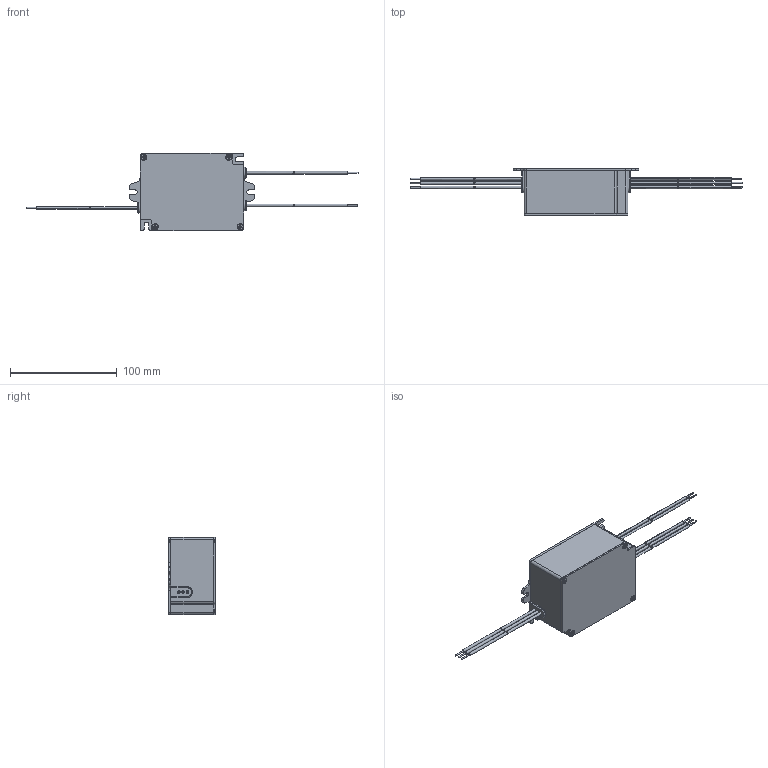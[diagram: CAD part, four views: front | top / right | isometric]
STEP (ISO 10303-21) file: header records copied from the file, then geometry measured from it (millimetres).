
FILE_DESCRIPTION (( 'STEP AP203' ), '1' );
FILE_NAME ('MU025H105AQ_MB AUX.STEP', '2023-07-11T02:12:24', ( 'm' ), ( 'N' ), 'SwSTEP 2.0', 'SolidWorks 2012', '' );
FILE_SCHEMA (( 'CONFIG_CONTROL_DESIGN' ));
Length unit declared in the file: millimetre
Products named in the file (11): MU025H105AQ_MB AUX; A7768型材外壳上盖（中心安装）; A7768倰第俋褲; cross recessed countersunk head screws gb1_GB_CROSS_SCREWS_TYPE4 M3X6-4.35  H type-N; cross recessed pan head screws gb_GB_CROSS_SCREWS_TYPE1 M3X10-10  H type-N; A7768倰第俋褲躇猾菜; 盄旰; A7670U型3孔护线圈; A7768倰第橈埽え; 中心线安装25W防爆电源PCB; A7768倰第俋褲菁啣
Assembly tree (27 placements, depth 2):
  MU025H105AQ_MB AUX
    A7768倰第俋褲
    A7768倰第俋褲菁啣
    中心线安装25W防爆电源PCB
    A7768倰第橈埽え
    A7670U型3孔护线圈  x3
    A7768型材外壳上盖（中心安装）
    cross recessed countersunk head screws gb1_GB_CROSS_SCREWS_TYPE4 M3X6-4.35  H type-N  x8
    盄旰  x8
    A7768倰第俋褲躇猾菜
    cross recessed pan head screws gb_GB_CROSS_SCREWS_TYPE1 M3X10-10  H type-N  x2
Bounding box: 310.4 x 43.7 x 72 mm (x, y, z)
Volume: 109500.8 mm3; surface area: 131461.6 mm2
Topology: 36 solids, 36 shells, 1021 faces, 2489 edges, 1606 vertices
Faces by surface type: plane 549, cylinder 347, torus 53, cone 50, bspline 18, sphere 4
Entity records: 22455 total; most frequent: CARTESIAN_POINT 4059, DIRECTION 3638, ORIENTED_EDGE 3394, EDGE_CURVE 1697, AXIS2_PLACEMENT_3D 1263, VECTOR 1112, LINE 1112, VERTEX_POINT 1094
